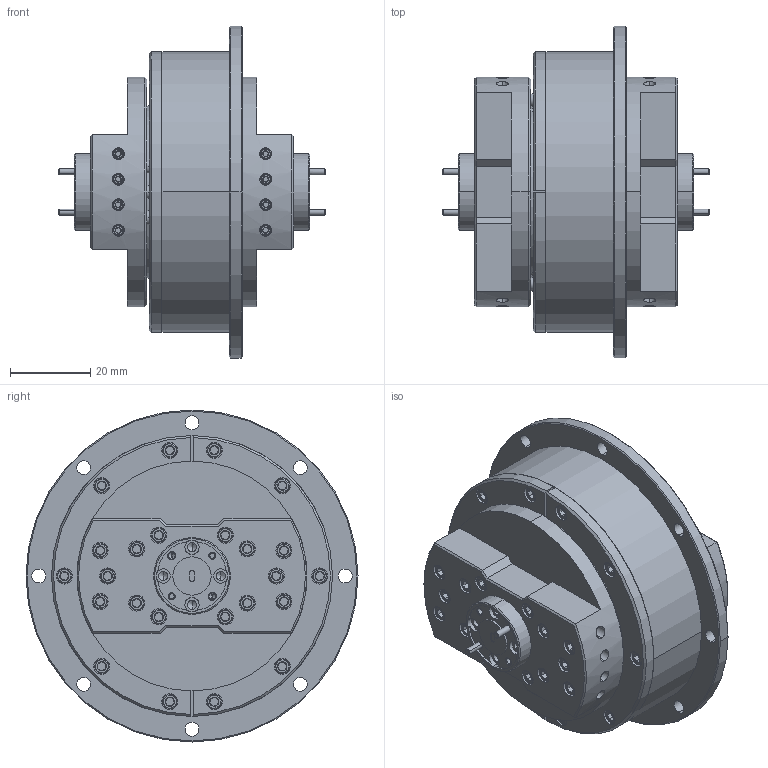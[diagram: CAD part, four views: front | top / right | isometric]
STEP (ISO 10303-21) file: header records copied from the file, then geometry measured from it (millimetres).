
FILE_DESCRIPTION (( 'STEP AP214' ), '1' );
FILE_NAME ('AN-R10I-R10I-A, Deafeatured.STEP', '2024-04-17T22:40:06', ( '' ), ( '' ), 'SwSTEP 2.0', 'SolidWorks 2021', '' );
FILE_SCHEMA (( 'AUTOMOTIVE_DESIGN' ));
Length unit declared in the file: inch
Products named in the file (1): AN-R10I-R10I-A, Deafeatured
Bounding box: 66.38 x 82.55 x 82.55 mm (x, y, z)
Volume: 143914.9 mm3; surface area: 32609.6 mm2
Topology: 1 solids, 2 shells, 1604 faces, 3334 edges, 1898 vertices
Faces by surface type: cone 662, plane 577, cylinder 365
Entity records: 43445 total; most frequent: CARTESIAN_POINT 9430, DIRECTION 7467, ORIENTED_EDGE 6620, EDGE_CURVE 3310, AXIS2_PLACEMENT_3D 2987, VERTEX_POINT 1898, EDGE_LOOP 1838, ADVANCED_FACE 1604
